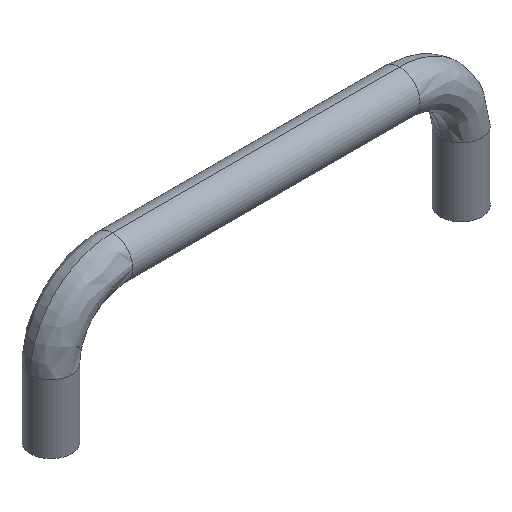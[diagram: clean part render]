
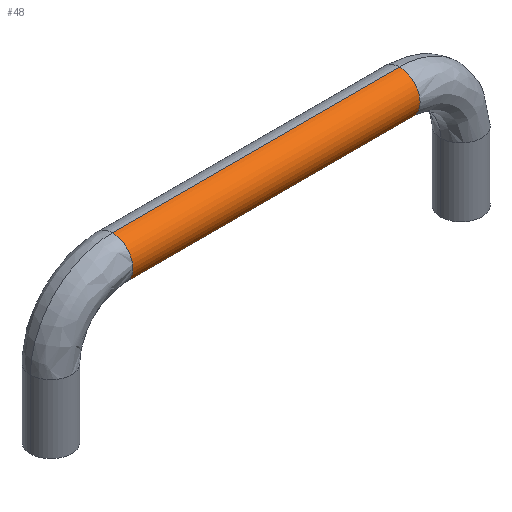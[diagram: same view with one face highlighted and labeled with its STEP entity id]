
A CAD part, isometric view. The second image highlights one B-rep face of the part: STEP entity #48.
In plain terms, the highlighted cylindrical face has radius 3 mm (diameter 6 mm), a partial arc.
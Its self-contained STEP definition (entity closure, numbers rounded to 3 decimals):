
#48=ADVANCED_FACE('',(#141),#140,.T.);
#140=CYLINDRICAL_SURFACE('',#375,3.);
#141=FACE_OUTER_BOUND('',#376,.T.);
#372=CARTESIAN_POINT('',(0.,0.,3.));
#373=DIRECTION('',(-1.,0.,0.));
#374=DIRECTION('',(0.,0.,-1.));
#375=AXIS2_PLACEMENT_3D('',#372,#373,#374);
#376=EDGE_LOOP('',(#472,#473,#474,#475));
#472=ORIENTED_EDGE('',*,*,#532,.T.);
#473=ORIENTED_EDGE('',*,*,#533,.F.);
#474=ORIENTED_EDGE('',*,*,#512,.F.);
#475=ORIENTED_EDGE('',*,*,#534,.T.);
#512=EDGE_CURVE('',#546,#547,#548,.T.);
#532=EDGE_CURVE('',#682,#683,#684,.T.);
#533=EDGE_CURVE('',#547,#683,#690,.T.);
#534=EDGE_CURVE('',#546,#682,#696,.T.);
#546=VERTEX_POINT('',#770);
#547=VERTEX_POINT('',#771);
#548=CIRCLE('',#775,3.);
#682=VERTEX_POINT('',#863);
#683=VERTEX_POINT('',#864);
#684=CIRCLE('',#868,3.);
#690=(BOUNDED_CURVE() B_SPLINE_CURVE(1,(#869,#870),.UNSPECIFIED.,.F.,.F.) B_SPLINE_CURVE_WITH_KNOTS((2,2),(0.083,0.917),.UNSPECIFIED.) CURVE() GEOMETRIC_REPRESENTATION_ITEM() RATIONAL_B_SPLINE_CURVE((1.,1.)) REPRESENTATION_ITEM('') );
#696=(BOUNDED_CURVE() B_SPLINE_CURVE(1,(#871,#872),.UNSPECIFIED.,.F.,.F.) B_SPLINE_CURVE_WITH_KNOTS((2,2),(0.083,0.917),.UNSPECIFIED.) CURVE() GEOMETRIC_REPRESENTATION_ITEM() RATIONAL_B_SPLINE_CURVE((0.75,0.75)) REPRESENTATION_ITEM('') );
#770=CARTESIAN_POINT('',(21.,0.,6.));
#771=CARTESIAN_POINT('',(21.,0.,0.));
#772=CARTESIAN_POINT('',(21.,0.,3.));
#773=DIRECTION('',(1.,0.,0.));
#774=DIRECTION('',(0.,0.,-1.));
#775=AXIS2_PLACEMENT_3D('',#772,#773,#774);
#863=CARTESIAN_POINT('',(-21.,0.,6.));
#864=CARTESIAN_POINT('',(-21.,0.,0.));
#865=CARTESIAN_POINT('',(-21.,0.,3.));
#866=DIRECTION('',(1.,0.,0.));
#867=DIRECTION('',(0.,0.,1.));
#868=AXIS2_PLACEMENT_3D('',#865,#866,#867);
#869=CARTESIAN_POINT('',(21.,0.,0.));
#870=CARTESIAN_POINT('',(-21.,0.,0.));
#871=CARTESIAN_POINT('',(21.,0.,6.));
#872=CARTESIAN_POINT('',(-21.,0.,6.));
